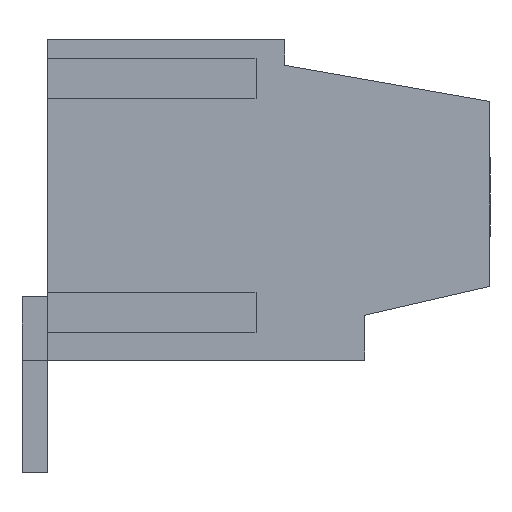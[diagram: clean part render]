
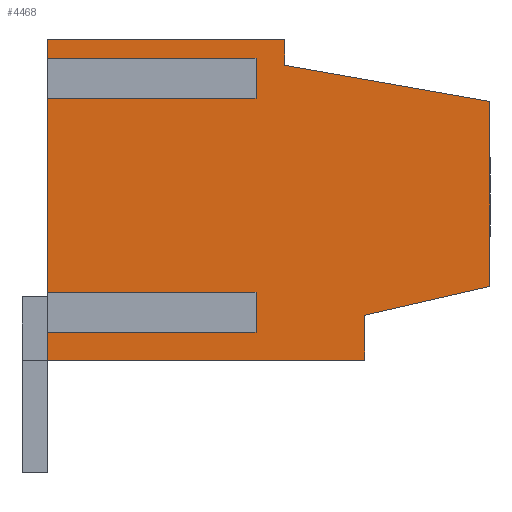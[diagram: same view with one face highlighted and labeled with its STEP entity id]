
A CAD part, left-side view. The second image highlights one B-rep face of the part: STEP entity #4468.
In plain terms, the highlighted planar face has unit normal (-1, 0, 0).
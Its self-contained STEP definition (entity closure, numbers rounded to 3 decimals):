
#4405=AXIS2_PLACEMENT_3D('Plane Axis2P3D',#4402,#4403,#4404) ;
#3452=CARTESIAN_POINT('Vertex',(0.55,13.8,3.5)) ;
#3455=CARTESIAN_POINT('Line Origine',(0.55,13.8,4.097)) ;
#3459=CARTESIAN_POINT('Vertex',(0.55,13.8,4.694)) ;
#3480=CARTESIAN_POINT('Vertex',(0.55,13.8,5.306)) ;
#3483=CARTESIAN_POINT('Line Origine',(0.55,13.8,8.65)) ;
#3487=CARTESIAN_POINT('Vertex',(0.55,13.8,11.994)) ;
#3508=CARTESIAN_POINT('Vertex',(0.55,13.8,12.606)) ;
#3511=CARTESIAN_POINT('Line Origine',(0.55,13.8,13.053)) ;
#3515=CARTESIAN_POINT('Vertex',(0.55,13.8,13.5)) ;
#3963=CARTESIAN_POINT('Line Origine',(0.55,10.1,13.5)) ;
#3967=CARTESIAN_POINT('Vertex',(0.55,6.4,13.5)) ;
#4056=CARTESIAN_POINT('Line Origine',(0.55,6.4,13.1)) ;
#4060=CARTESIAN_POINT('Vertex',(0.55,6.4,12.7)) ;
#4081=CARTESIAN_POINT('Line Origine',(0.55,3.2,12.136)) ;
#4085=CARTESIAN_POINT('Vertex',(0.55,0.,11.572)) ;
#4106=CARTESIAN_POINT('Line Origine',(0.55,0.,8.686)) ;
#4110=CARTESIAN_POINT('Vertex',(0.55,0.,5.8)) ;
#4167=CARTESIAN_POINT('Line Origine',(0.55,1.95,5.35)) ;
#4171=CARTESIAN_POINT('Vertex',(0.55,3.9,4.9)) ;
#4302=CARTESIAN_POINT('Vertex',(0.55,3.9,3.5)) ;
#4305=CARTESIAN_POINT('Line Origine',(0.55,8.85,3.5)) ;
#4402=CARTESIAN_POINT('Axis2P3D Location',(0.55,14.6,0.)) ;
#4407=CARTESIAN_POINT('Line Origine',(0.55,10.55,5.306)) ;
#4411=CARTESIAN_POINT('Vertex',(0.55,7.3,5.306)) ;
#4414=CARTESIAN_POINT('Line Origine',(0.55,7.3,5.)) ;
#4418=CARTESIAN_POINT('Vertex',(0.55,7.3,4.694)) ;
#4421=CARTESIAN_POINT('Line Origine',(0.55,10.55,4.694)) ;
#4426=CARTESIAN_POINT('Line Origine',(0.55,3.9,4.2)) ;
#4431=CARTESIAN_POINT('Line Origine',(0.55,10.55,12.606)) ;
#4435=CARTESIAN_POINT('Vertex',(0.55,7.3,12.606)) ;
#4438=CARTESIAN_POINT('Line Origine',(0.55,7.3,12.3)) ;
#4442=CARTESIAN_POINT('Vertex',(0.55,7.3,11.994)) ;
#4445=CARTESIAN_POINT('Line Origine',(0.55,10.55,11.994)) ;
#3456=DIRECTION('Vector Direction',(0.,0.,-1.)) ;
#3484=DIRECTION('Vector Direction',(0.,0.,-1.)) ;
#3512=DIRECTION('Vector Direction',(0.,0.,-1.)) ;
#3964=DIRECTION('Vector Direction',(0.,1.,0.)) ;
#4057=DIRECTION('Vector Direction',(0.,0.,1.)) ;
#4082=DIRECTION('Vector Direction',(0.,0.985,0.174)) ;
#4107=DIRECTION('Vector Direction',(0.,0.,1.)) ;
#4168=DIRECTION('Vector Direction',(0.,-0.974,0.225)) ;
#4306=DIRECTION('Vector Direction',(0.,-1.,0.)) ;
#4403=DIRECTION('Axis2P3D Direction',(-1.,0.,0.)) ;
#4404=DIRECTION('Axis2P3D XDirection',(0.,-1.,0.)) ;
#4408=DIRECTION('Vector Direction',(0.,-1.,0.)) ;
#4415=DIRECTION('Vector Direction',(0.,0.,-1.)) ;
#4422=DIRECTION('Vector Direction',(0.,-1.,0.)) ;
#4427=DIRECTION('Vector Direction',(0.,0.,1.)) ;
#4432=DIRECTION('Vector Direction',(0.,-1.,0.)) ;
#4439=DIRECTION('Vector Direction',(0.,0.,-1.)) ;
#4446=DIRECTION('Vector Direction',(0.,-1.,0.)) ;
#3457=VECTOR('Line Direction',#3456,1.) ;
#3485=VECTOR('Line Direction',#3484,1.) ;
#3513=VECTOR('Line Direction',#3512,1.) ;
#3965=VECTOR('Line Direction',#3964,1.) ;
#4058=VECTOR('Line Direction',#4057,1.) ;
#4083=VECTOR('Line Direction',#4082,1.) ;
#4108=VECTOR('Line Direction',#4107,1.) ;
#4169=VECTOR('Line Direction',#4168,1.) ;
#4307=VECTOR('Line Direction',#4306,1.) ;
#4409=VECTOR('Line Direction',#4408,1.) ;
#4416=VECTOR('Line Direction',#4415,1.) ;
#4423=VECTOR('Line Direction',#4422,1.) ;
#4428=VECTOR('Line Direction',#4427,1.) ;
#4433=VECTOR('Line Direction',#4432,1.) ;
#4440=VECTOR('Line Direction',#4439,1.) ;
#4447=VECTOR('Line Direction',#4446,1.) ;
#4451=ORIENTED_EDGE('',*,*,#3489,.T.) ;
#4452=ORIENTED_EDGE('',*,*,#4413,.T.) ;
#4453=ORIENTED_EDGE('',*,*,#4420,.T.) ;
#4454=ORIENTED_EDGE('',*,*,#4425,.F.) ;
#4455=ORIENTED_EDGE('',*,*,#3461,.T.) ;
#4456=ORIENTED_EDGE('',*,*,#4309,.T.) ;
#4457=ORIENTED_EDGE('',*,*,#4430,.T.) ;
#4458=ORIENTED_EDGE('',*,*,#4173,.T.) ;
#4459=ORIENTED_EDGE('',*,*,#4112,.T.) ;
#4460=ORIENTED_EDGE('',*,*,#4087,.T.) ;
#4461=ORIENTED_EDGE('',*,*,#4062,.T.) ;
#4462=ORIENTED_EDGE('',*,*,#3969,.T.) ;
#4463=ORIENTED_EDGE('',*,*,#3517,.T.) ;
#4464=ORIENTED_EDGE('',*,*,#4437,.T.) ;
#4465=ORIENTED_EDGE('',*,*,#4444,.T.) ;
#4466=ORIENTED_EDGE('',*,*,#4449,.F.) ;
#4468=ADVANCED_FACE('HOUSING',(#4467),#4406,.T.) ;
#3461=EDGE_CURVE('',#3460,#3453,#3458,.T.) ;
#3489=EDGE_CURVE('',#3488,#3481,#3486,.T.) ;
#3517=EDGE_CURVE('',#3516,#3509,#3514,.T.) ;
#3969=EDGE_CURVE('',#3968,#3516,#3966,.T.) ;
#4062=EDGE_CURVE('',#4061,#3968,#4059,.T.) ;
#4087=EDGE_CURVE('',#4086,#4061,#4084,.T.) ;
#4112=EDGE_CURVE('',#4111,#4086,#4109,.T.) ;
#4173=EDGE_CURVE('',#4172,#4111,#4170,.T.) ;
#4309=EDGE_CURVE('',#3453,#4303,#4308,.T.) ;
#4413=EDGE_CURVE('',#3481,#4412,#4410,.T.) ;
#4420=EDGE_CURVE('',#4412,#4419,#4417,.T.) ;
#4425=EDGE_CURVE('',#3460,#4419,#4424,.T.) ;
#4430=EDGE_CURVE('',#4303,#4172,#4429,.T.) ;
#4437=EDGE_CURVE('',#3509,#4436,#4434,.T.) ;
#4444=EDGE_CURVE('',#4436,#4443,#4441,.T.) ;
#4449=EDGE_CURVE('',#3488,#4443,#4448,.T.) ;
#4450=EDGE_LOOP('',(#4451,#4452,#4453,#4454,#4455,#4456,#4457,#4458,#4459,#4460,#4461,#4462,#4463,#4464,#4465,#4466)) ;
#4467=FACE_OUTER_BOUND('',#4450,.T.) ;
#3458=LINE('Line',#3455,#3457) ;
#3486=LINE('Line',#3483,#3485) ;
#3514=LINE('Line',#3511,#3513) ;
#3966=LINE('Line',#3963,#3965) ;
#4059=LINE('Line',#4056,#4058) ;
#4084=LINE('Line',#4081,#4083) ;
#4109=LINE('Line',#4106,#4108) ;
#4170=LINE('Line',#4167,#4169) ;
#4308=LINE('Line',#4305,#4307) ;
#4410=LINE('Line',#4407,#4409) ;
#4417=LINE('Line',#4414,#4416) ;
#4424=LINE('Line',#4421,#4423) ;
#4429=LINE('Line',#4426,#4428) ;
#4434=LINE('Line',#4431,#4433) ;
#4441=LINE('Line',#4438,#4440) ;
#4448=LINE('Line',#4445,#4447) ;
#4406=PLANE('',#4405) ;
#3453=VERTEX_POINT('',#3452) ;
#3460=VERTEX_POINT('',#3459) ;
#3481=VERTEX_POINT('',#3480) ;
#3488=VERTEX_POINT('',#3487) ;
#3509=VERTEX_POINT('',#3508) ;
#3516=VERTEX_POINT('',#3515) ;
#3968=VERTEX_POINT('',#3967) ;
#4061=VERTEX_POINT('',#4060) ;
#4086=VERTEX_POINT('',#4085) ;
#4111=VERTEX_POINT('',#4110) ;
#4172=VERTEX_POINT('',#4171) ;
#4303=VERTEX_POINT('',#4302) ;
#4412=VERTEX_POINT('',#4411) ;
#4419=VERTEX_POINT('',#4418) ;
#4436=VERTEX_POINT('',#4435) ;
#4443=VERTEX_POINT('',#4442) ;
